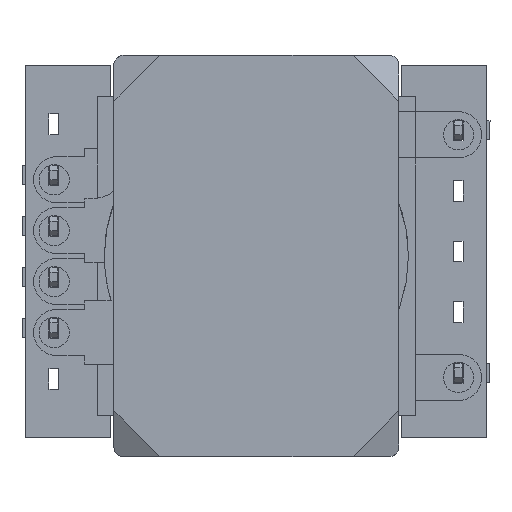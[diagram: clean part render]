
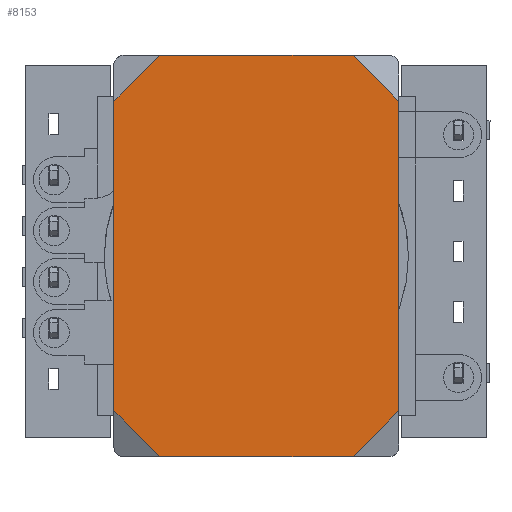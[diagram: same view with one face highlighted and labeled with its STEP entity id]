
A CAD part, top view. The second image highlights one B-rep face of the part: STEP entity #8153.
In plain terms, the highlighted planar face has unit normal (0, 0, 1).
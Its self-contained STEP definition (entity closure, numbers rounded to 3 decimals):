
#23 = DIRECTION ( 'NONE',  ( 0., 1., 0. ) ) ;
#131 = LINE ( 'NONE', #8245, #6823 ) ;
#169 = ORIENTED_EDGE ( 'NONE', *, *, #354, .T. ) ;
#170 = EDGE_CURVE ( 'NONE', #868, #8724, #9096, .T. ) ;
#354 = EDGE_CURVE ( 'NONE', #8724, #8275, #377, .T. ) ;
#377 = LINE ( 'NONE', #6198, #5789 ) ;
#699 = ORIENTED_EDGE ( 'NONE', *, *, #170, .T. ) ;
#786 = CARTESIAN_POINT ( 'NONE',  ( 15.03, -25.2, 0. ) ) ;
#823 = EDGE_CURVE ( 'NONE', #8275, #2837, #5373, .T. ) ;
#868 = VERTEX_POINT ( 'NONE', #2442 ) ;
#889 = LINE ( 'NONE', #5082, #6479 ) ;
#1594 = CARTESIAN_POINT ( 'NONE',  ( 15.03, 0., 0. ) ) ;
#1820 = VECTOR ( 'NONE', #5954, 1000. ) ;
#1922 = CARTESIAN_POINT ( 'NONE',  ( 2.87, 0., 0. ) ) ;
#1963 = DIRECTION ( 'NONE',  ( -0.707, 0.707, 0. ) ) ;
#2099 = CARTESIAN_POINT ( 'NONE',  ( 0., -22.33, 0. ) ) ;
#2417 = DIRECTION ( 'NONE',  ( -0.707, -0.707, 0. ) ) ;
#2442 = CARTESIAN_POINT ( 'NONE',  ( 0., -2.87, 0. ) ) ;
#2490 = CARTESIAN_POINT ( 'NONE',  ( 2.87, -25.2, 0. ) ) ;
#2518 = DIRECTION ( 'NONE',  ( 0., -1., 0. ) ) ;
#2593 = LINE ( 'NONE', #8445, #2967 ) ;
#2737 = DIRECTION ( 'NONE',  ( 1., 0., 0. ) ) ;
#2825 = VECTOR ( 'NONE', #1963, 1000. ) ;
#2837 = VERTEX_POINT ( 'NONE', #786 ) ;
#2907 = VERTEX_POINT ( 'NONE', #1594 ) ;
#2927 = EDGE_CURVE ( 'NONE', #2837, #7390, #889, .T. ) ;
#2967 = VECTOR ( 'NONE', #4795, 1000. ) ;
#3214 = EDGE_CURVE ( 'NONE', #2907, #6638, #2593, .T. ) ;
#3380 = ORIENTED_EDGE ( 'NONE', *, *, #4593, .T. ) ;
#3397 = CARTESIAN_POINT ( 'NONE',  ( 7.515, 7.515, 0. ) ) ;
#3853 = CARTESIAN_POINT ( 'NONE',  ( 0., 0., 0. ) ) ;
#4200 = ORIENTED_EDGE ( 'NONE', *, *, #2927, .T. ) ;
#4593 = EDGE_CURVE ( 'NONE', #6638, #868, #131, .T. ) ;
#4795 = DIRECTION ( 'NONE',  ( -1., 0., 0. ) ) ;
#5082 = CARTESIAN_POINT ( 'NONE',  ( 20.115, -20.115, 0. ) ) ;
#5110 = ORIENTED_EDGE ( 'NONE', *, *, #3214, .T. ) ;
#5373 = LINE ( 'NONE', #7433, #1820 ) ;
#5472 = VECTOR ( 'NONE', #2518, 1000. ) ;
#5684 = DIRECTION ( 'NONE',  ( 0., 0., 1. ) ) ;
#5789 = VECTOR ( 'NONE', #9153, 1000. ) ;
#5895 = DIRECTION ( 'NONE',  ( 0.707, 0.707, 0. ) ) ;
#5954 = DIRECTION ( 'NONE',  ( 1., 0., 0. ) ) ;
#6198 = CARTESIAN_POINT ( 'NONE',  ( -11.165, -11.165, 0. ) ) ;
#6417 = CARTESIAN_POINT ( 'NONE',  ( 17.9, 0., 0. ) ) ;
#6479 = VECTOR ( 'NONE', #5895, 1000. ) ;
#6638 = VERTEX_POINT ( 'NONE', #1922 ) ;
#6732 = EDGE_CURVE ( 'NONE', #7390, #8936, #9415, .T. ) ;
#6823 = VECTOR ( 'NONE', #2417, 1000. ) ;
#6900 = ORIENTED_EDGE ( 'NONE', *, *, #7338, .T. ) ;
#7338 = EDGE_CURVE ( 'NONE', #8936, #2907, #9317, .T. ) ;
#7390 = VERTEX_POINT ( 'NONE', #7740 ) ;
#7433 = CARTESIAN_POINT ( 'NONE',  ( 0., -25.2, 0. ) ) ;
#7740 = CARTESIAN_POINT ( 'NONE',  ( 17.9, -22.33, 0. ) ) ;
#7761 = CARTESIAN_POINT ( 'NONE',  ( 17.9, -2.87, 0. ) ) ;
#7849 = FACE_OUTER_BOUND ( 'NONE', #8809, .T. ) ;
#8153 = ADVANCED_FACE ( 'NONE', ( #7849 ), #8595, .T. ) ;
#8245 = CARTESIAN_POINT ( 'NONE',  ( 1.435, -1.435, 0. ) ) ;
#8275 = VERTEX_POINT ( 'NONE', #2490 ) ;
#8445 = CARTESIAN_POINT ( 'NONE',  ( 0., 0., 0. ) ) ;
#8455 = ORIENTED_EDGE ( 'NONE', *, *, #823, .T. ) ;
#8595 = PLANE ( 'NONE',  #8824 ) ;
#8678 = VECTOR ( 'NONE', #23, 1000. ) ;
#8724 = VERTEX_POINT ( 'NONE', #2099 ) ;
#8735 = ORIENTED_EDGE ( 'NONE', *, *, #6732, .T. ) ;
#8809 = EDGE_LOOP ( 'NONE', ( #8455, #4200, #8735, #6900, #5110, #3380, #699, #169 ) ) ;
#8824 = AXIS2_PLACEMENT_3D ( 'NONE', #9327, #5684, #2737 ) ;
#8936 = VERTEX_POINT ( 'NONE', #7761 ) ;
#9096 = LINE ( 'NONE', #3853, #5472 ) ;
#9153 = DIRECTION ( 'NONE',  ( 0.707, -0.707, 0. ) ) ;
#9317 = LINE ( 'NONE', #3397, #2825 ) ;
#9327 = CARTESIAN_POINT ( 'NONE',  ( 0., 0., 0. ) ) ;
#9415 = LINE ( 'NONE', #6417, #8678 ) ;
